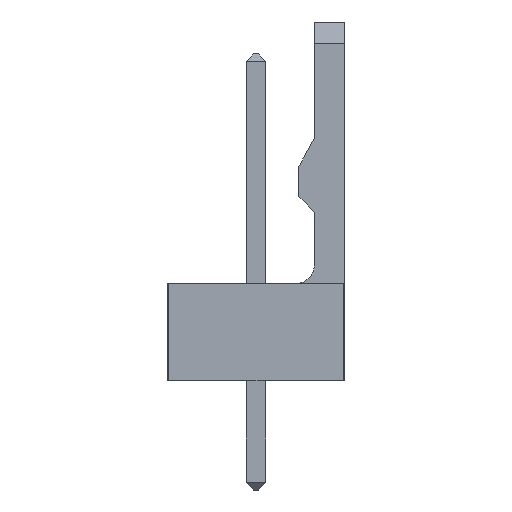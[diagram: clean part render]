
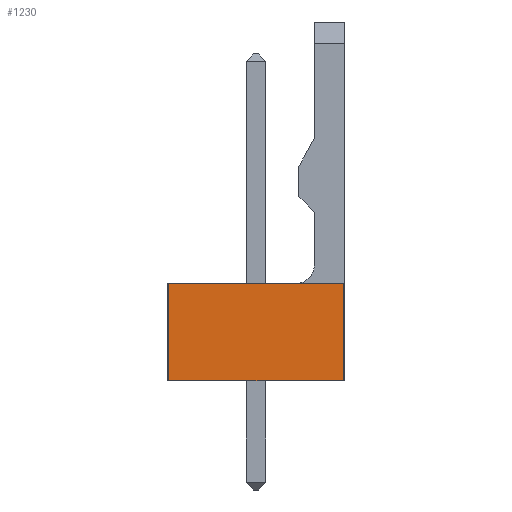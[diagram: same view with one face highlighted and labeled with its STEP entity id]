
A CAD part, left-side view. The second image highlights one B-rep face of the part: STEP entity #1230.
In plain terms, the highlighted planar face has unit normal (-1, 0, 0).
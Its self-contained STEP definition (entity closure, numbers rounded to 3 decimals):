
#43 = VERTEX_POINT('',#44);
#44 = CARTESIAN_POINT('',(-1.27,-2.85,0.));
#51 = EDGE_CURVE('',#52,#43,#54,.T.);
#52 = VERTEX_POINT('',#53);
#53 = CARTESIAN_POINT('',(-1.27,2.85,0.));
#54 = LINE('',#55,#56);
#55 = CARTESIAN_POINT('',(-1.27,2.9,0.));
#56 = VECTOR('',#57,1.);
#57 = DIRECTION('',(0.,-1.,0.));
#1210 = EDGE_CURVE('',#52,#1211,#1213,.T.);
#1211 = VERTEX_POINT('',#1212);
#1212 = CARTESIAN_POINT('',(-1.27,2.85,3.17));
#1213 = LINE('',#1214,#1215);
#1214 = CARTESIAN_POINT('',(-1.27,2.85,0.));
#1215 = VECTOR('',#1216,1.);
#1216 = DIRECTION('',(0.,0.,1.));
#1230 = ADVANCED_FACE('',(#1231),#1249,.F.);
#1231 = FACE_BOUND('',#1232,.F.);
#1232 = EDGE_LOOP('',(#1233,#1234,#1235,#1243));
#1233 = ORIENTED_EDGE('',*,*,#51,.F.);
#1234 = ORIENTED_EDGE('',*,*,#1210,.T.);
#1235 = ORIENTED_EDGE('',*,*,#1236,.T.);
#1236 = EDGE_CURVE('',#1211,#1237,#1239,.T.);
#1237 = VERTEX_POINT('',#1238);
#1238 = CARTESIAN_POINT('',(-1.27,-2.85,3.17));
#1239 = LINE('',#1240,#1241);
#1240 = CARTESIAN_POINT('',(-1.27,2.9,3.17));
#1241 = VECTOR('',#1242,1.);
#1242 = DIRECTION('',(0.,-1.,0.));
#1243 = ORIENTED_EDGE('',*,*,#1244,.F.);
#1244 = EDGE_CURVE('',#43,#1237,#1245,.T.);
#1245 = LINE('',#1246,#1247);
#1246 = CARTESIAN_POINT('',(-1.27,-2.85,0.));
#1247 = VECTOR('',#1248,1.);
#1248 = DIRECTION('',(0.,0.,1.));
#1249 = PLANE('',#1250);
#1250 = AXIS2_PLACEMENT_3D('',#1251,#1252,#1253);
#1251 = CARTESIAN_POINT('',(-1.27,2.9,0.));
#1252 = DIRECTION('',(1.,0.,0.));
#1253 = DIRECTION('',(0.,-1.,0.));
